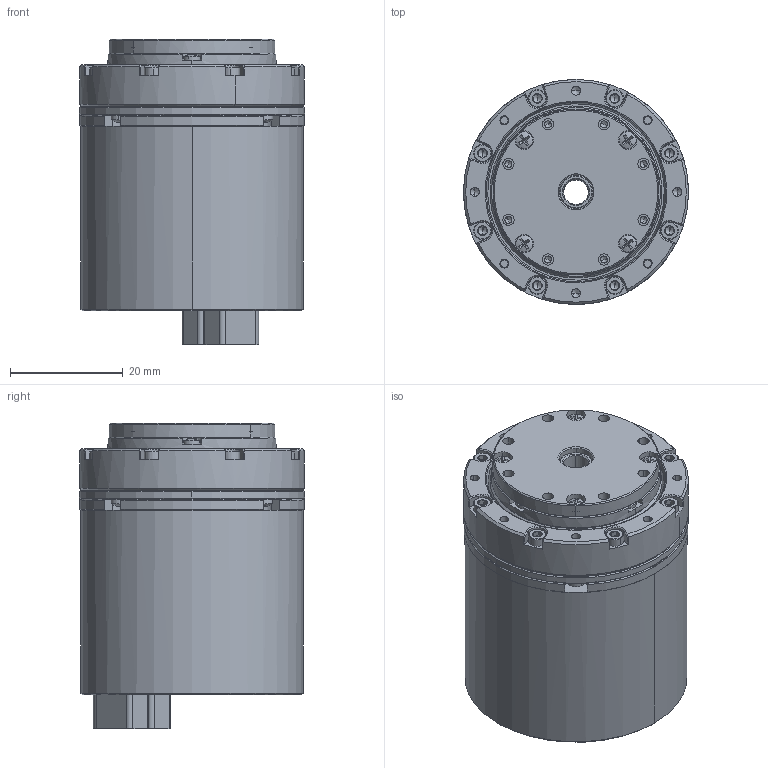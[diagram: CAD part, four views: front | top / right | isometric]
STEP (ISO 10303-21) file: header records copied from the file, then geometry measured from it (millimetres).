
FILE_DESCRIPTION((''),'2;1');
FILE_NAME('PH08-2_0_ASM','2024-12-17T15:18:52',('Administrator'),(''),'CREO PARAMETRIC BY PTC INC, 2019352','CREO PARAMETRIC BY PTC INC, 2019352','');
FILE_SCHEMA(('CONFIG_CONTROL_DESIGN','SHAPE_APPEARANCE_LAYERS_GROUPS'));
Length unit declared in the file: millimetre
Products named in the file (4): PH08_01A1_18_1_1_1_1_1; PH08_03A1_15_1_1_1_1_1; MODEL_PH08N_0314_ASM_1_ASM_1_AS_ASM; PH08-2_0_ASM
Assembly tree (3 placements, depth 3):
  PH08-2_0_ASM
    MODEL_PH08N_0314_ASM_1_ASM_1_AS_ASM
      PH08_01A1_18_1_1_1_1_1
      PH08_03A1_15_1_1_1_1_1
Bounding box: 40 x 40 x 54.33 mm (x, y, z)
Volume: 55147.6 mm3; surface area: 16948.3 mm2
Topology: 2 solids, 6 shells, 1185 faces, 2804 edges, 1702 vertices
Faces by surface type: plane 715, cylinder 262, cone 172, sphere 32, torus 4
Entity records: 41942 total; most frequent: CARTESIAN_POINT 6387, DIRECTION 6124, ORIENTED_EDGE 5528, EDGE_CURVE 2764, AXIS2_PLACEMENT_3D 2311, VERTEX_POINT 1702, VECTOR 1502, LINE 1502
